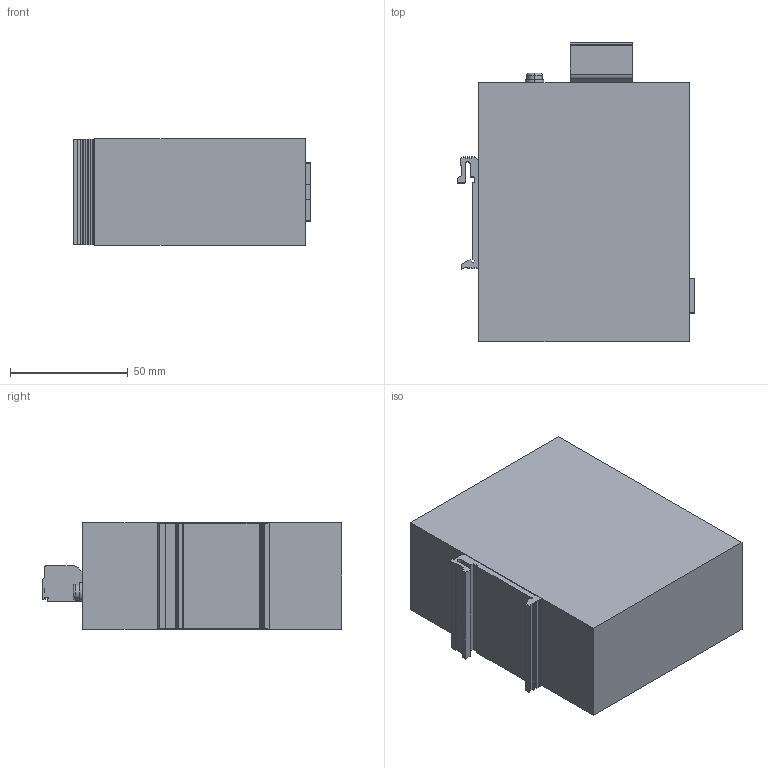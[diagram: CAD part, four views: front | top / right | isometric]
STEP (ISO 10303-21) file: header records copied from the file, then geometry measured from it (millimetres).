
FILE_DESCRIPTION (( 'STEP AP214' ), '1' );
FILE_NAME ('852-1328.STEP', '2025-02-10T19:15:19', ( '' ), ( '' ), 'SwSTEP 2.0', 'SolidWorks 2021', '' );
FILE_SCHEMA (( 'AUTOMOTIVE_DESIGN' ));
Length unit declared in the file: inch
Products named in the file (1): 852-1328
Bounding box: 101 x 127.25 x 45.3 mm (x, y, z)
Volume: 452443.3 mm3; surface area: 47861.8 mm2
Topology: 1 solids, 1 shells, 348 faces, 940 edges, 628 vertices
Faces by surface type: plane 255, cylinder 88, bspline 5
Entity records: 11069 total; most frequent: CARTESIAN_POINT 2100, ORIENTED_EDGE 1880, DIRECTION 1808, EDGE_CURVE 940, VECTOR 744, LINE 744, VERTEX_POINT 628, AXIS2_PLACEMENT_3D 532
